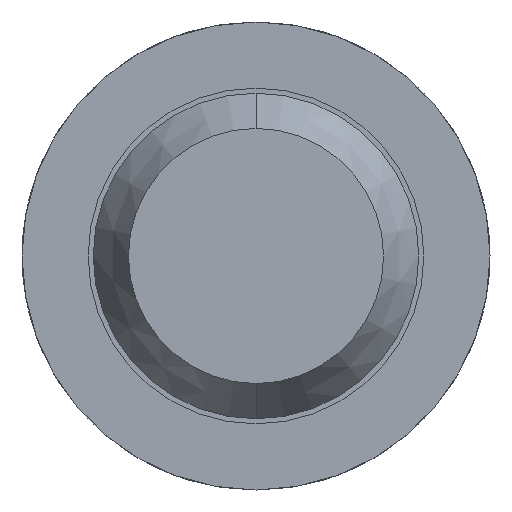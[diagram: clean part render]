
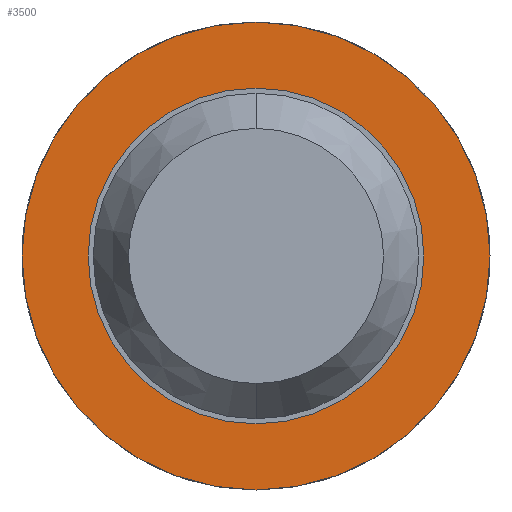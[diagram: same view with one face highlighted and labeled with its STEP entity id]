
A CAD part, front view. The second image highlights one B-rep face of the part: STEP entity #3500.
In plain terms, the highlighted planar face has unit normal (0, -1, 0).
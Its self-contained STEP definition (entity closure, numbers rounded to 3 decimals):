
#67 = EDGE_LOOP ( 'NONE', ( #1143, #3663 ) ) ;
#103 = CARTESIAN_POINT ( 'NONE',  ( 0., -2., 0. ) ) ;
#144 = AXIS2_PLACEMENT_3D ( 'NONE', #1488, #3029, #2431 ) ;
#360 = ORIENTED_EDGE ( 'NONE', *, *, #2508, .T. ) ;
#386 = DIRECTION ( 'NONE',  ( 0., 0., 1. ) ) ;
#409 = CARTESIAN_POINT ( 'NONE',  ( 0., -2., 0. ) ) ;
#434 = DIRECTION ( 'NONE',  ( 0., 0., 1. ) ) ;
#593 = ORIENTED_EDGE ( 'NONE', *, *, #749, .T. ) ;
#630 = CARTESIAN_POINT ( 'NONE',  ( 0., -2., 0. ) ) ;
#749 = EDGE_CURVE ( 'Defeature ausgef�hrt1_9+Defeature ausgef�hrt1_0+Defeature ausgef�hrt1_0+Defeature ausgef�hrt1_0', #767, #2005, #1173, .T. ) ;
#764 = CIRCLE ( 'NONE', #144, 0.825 ) ;
#767 = VERTEX_POINT ( 'NONE', #1050 ) ;
#963 = FACE_OUTER_BOUND ( 'NONE', #67, .T. ) ;
#966 = EDGE_CURVE ( 'Defeature ausgef�hrt1_3+Defeature ausgef�hrt1_9+Defeature ausgef�hrt1_9+Defeature ausgef�hrt1_9', #1683, #3619, #1120, .T. ) ;
#1050 = CARTESIAN_POINT ( 'NONE',  ( 0., -2., 0.825 ) ) ;
#1079 = CARTESIAN_POINT ( 'NONE',  ( 0., -2., -1.15 ) ) ;
#1120 = CIRCLE ( 'NONE', #1676, 1.15 ) ;
#1143 = ORIENTED_EDGE ( 'NONE', *, *, #966, .F. ) ;
#1173 = CIRCLE ( 'NONE', #1664, 0.825 ) ;
#1327 = DIRECTION ( 'NONE',  ( 0., 0., 1. ) ) ;
#1488 = CARTESIAN_POINT ( 'NONE',  ( 0., -2., 0. ) ) ;
#1570 = PLANE ( 'NONE',  #3117 ) ;
#1593 = DIRECTION ( 'NONE',  ( 0., 1., 0. ) ) ;
#1664 = AXIS2_PLACEMENT_3D ( 'NONE', #409, #1593, #1327 ) ;
#1676 = AXIS2_PLACEMENT_3D ( 'NONE', #630, #3536, #386 ) ;
#1683 = VERTEX_POINT ( 'NONE', #3222 ) ;
#2005 = VERTEX_POINT ( 'NONE', #3773 ) ;
#2223 = AXIS2_PLACEMENT_3D ( 'NONE', #103, #3086, #434 ) ;
#2246 = EDGE_CURVE ( 'Defeature ausgef�hrt1_3+Defeature ausgef�hrt1_9+Defeature ausgef�hrt1_9+Defeature ausgef�hrt1_9', #3619, #1683, #3758, .T. ) ;
#2431 = DIRECTION ( 'NONE',  ( 0., 0., 1. ) ) ;
#2508 = EDGE_CURVE ( 'Defeature ausgef�hrt1_9+Defeature ausgef�hrt1_0+Defeature ausgef�hrt1_0+Defeature ausgef�hrt1_0', #2005, #767, #764, .T. ) ;
#2749 = CARTESIAN_POINT ( 'NONE',  ( 0.825, -2., 0. ) ) ;
#3029 = DIRECTION ( 'NONE',  ( 0., 1., 0. ) ) ;
#3037 = FACE_BOUND ( 'NONE', #3102, .T. ) ;
#3071 = DIRECTION ( 'NONE',  ( 0., 0., 1. ) ) ;
#3086 = DIRECTION ( 'NONE',  ( 0., 1., 0. ) ) ;
#3102 = EDGE_LOOP ( 'NONE', ( #593, #360 ) ) ;
#3117 = AXIS2_PLACEMENT_3D ( 'NONE', #2749, #3340, #3071 ) ;
#3222 = CARTESIAN_POINT ( 'NONE',  ( 0., -2., 1.15 ) ) ;
#3340 = DIRECTION ( 'NONE',  ( 0., 1., 0. ) ) ;
#3500 = ADVANCED_FACE ( 'Defeature ausgef�hrt1_9', ( #963, #3037 ), #1570, .F. ) ;
#3536 = DIRECTION ( 'NONE',  ( 0., 1., 0. ) ) ;
#3619 = VERTEX_POINT ( 'NONE', #1079 ) ;
#3663 = ORIENTED_EDGE ( 'NONE', *, *, #2246, .F. ) ;
#3758 = CIRCLE ( 'NONE', #2223, 1.15 ) ;
#3773 = CARTESIAN_POINT ( 'NONE',  ( 0., -2., -0.825 ) ) ;
